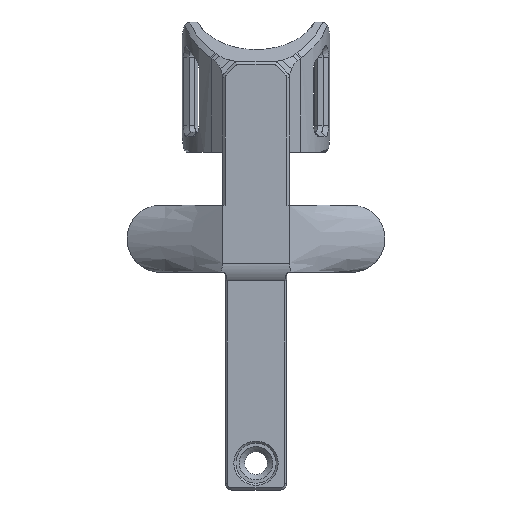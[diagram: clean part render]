
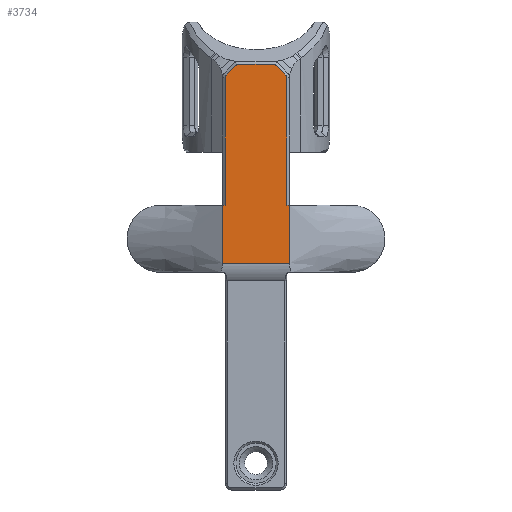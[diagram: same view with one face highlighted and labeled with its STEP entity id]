
A CAD part, top view. The second image highlights one B-rep face of the part: STEP entity #3734.
In plain terms, the highlighted planar face has unit normal (0, 0, 1).
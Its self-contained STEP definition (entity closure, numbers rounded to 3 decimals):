
#66=CIRCLE('',#3990,0.6);
#67=CIRCLE('',#3991,0.6);
#68=CIRCLE('',#3992,0.6);
#69=CIRCLE('',#3993,0.6);
#125=PLANE('',#3989);
#307=FACE_OUTER_BOUND('',#536,.T.);
#536=EDGE_LOOP('',(#2612,#2613,#2614,#2615,#2616,#2617,#2618,#2619,#2620,
#2621,#2622,#2623,#2624,#2625));
#807=LINE('',#5043,#1104);
#843=LINE('',#5268,#1140);
#844=LINE('',#5275,#1141);
#845=LINE('',#5279,#1142);
#846=LINE('',#5283,#1143);
#847=LINE('',#5287,#1144);
#848=LINE('',#5291,#1145);
#849=LINE('',#5297,#1146);
#1104=VECTOR('',#4214,4.);
#1140=VECTOR('',#4318,10.);
#1141=VECTOR('',#4319,10.);
#1142=VECTOR('',#4322,10.);
#1143=VECTOR('',#4325,10.);
#1144=VECTOR('',#4328,10.);
#1145=VECTOR('',#4331,10.);
#1146=VECTOR('',#4332,10.);
#1414=B_SPLINE_CURVE_WITH_KNOTS('',3,(#5270,#5271,#5272,#5273),
 .UNSPECIFIED.,.F.,.F.,(4,4),(0.103,0.162),
 .UNSPECIFIED.);
#1415=B_SPLINE_CURVE_WITH_KNOTS('',3,(#5293,#5294,#5295,#5296),
 .UNSPECIFIED.,.F.,.F.,(4,4),(0.109,0.132),
 .UNSPECIFIED.);
#1563=VERTEX_POINT('',#5019);
#1564=VERTEX_POINT('',#5042);
#1608=VERTEX_POINT('',#5267);
#1609=VERTEX_POINT('',#5269);
#1610=VERTEX_POINT('',#5274);
#1611=VERTEX_POINT('',#5276);
#1612=VERTEX_POINT('',#5278);
#1613=VERTEX_POINT('',#5280);
#1614=VERTEX_POINT('',#5282);
#1615=VERTEX_POINT('',#5284);
#1616=VERTEX_POINT('',#5286);
#1617=VERTEX_POINT('',#5288);
#1618=VERTEX_POINT('',#5290);
#1619=VERTEX_POINT('',#5292);
#1925=EDGE_CURVE('',#1563,#1564,#807,.T.);
#1989=EDGE_CURVE('',#1608,#1563,#843,.T.);
#1990=EDGE_CURVE('',#1609,#1608,#1414,.T.);
#1991=EDGE_CURVE('',#1610,#1609,#844,.T.);
#1992=EDGE_CURVE('',#1611,#1610,#66,.T.);
#1993=EDGE_CURVE('',#1612,#1611,#845,.T.);
#1994=EDGE_CURVE('',#1613,#1612,#67,.T.);
#1995=EDGE_CURVE('',#1614,#1613,#846,.T.);
#1996=EDGE_CURVE('',#1615,#1614,#68,.T.);
#1997=EDGE_CURVE('',#1616,#1615,#847,.T.);
#1998=EDGE_CURVE('',#1617,#1616,#69,.T.);
#1999=EDGE_CURVE('',#1618,#1617,#848,.T.);
#2000=EDGE_CURVE('',#1619,#1618,#1415,.T.);
#2001=EDGE_CURVE('',#1619,#1564,#849,.T.);
#2612=ORIENTED_EDGE('',*,*,#1925,.F.);
#2613=ORIENTED_EDGE('',*,*,#1989,.F.);
#2614=ORIENTED_EDGE('',*,*,#1990,.F.);
#2615=ORIENTED_EDGE('',*,*,#1991,.F.);
#2616=ORIENTED_EDGE('',*,*,#1992,.F.);
#2617=ORIENTED_EDGE('',*,*,#1993,.F.);
#2618=ORIENTED_EDGE('',*,*,#1994,.F.);
#2619=ORIENTED_EDGE('',*,*,#1995,.F.);
#2620=ORIENTED_EDGE('',*,*,#1996,.F.);
#2621=ORIENTED_EDGE('',*,*,#1997,.F.);
#2622=ORIENTED_EDGE('',*,*,#1998,.F.);
#2623=ORIENTED_EDGE('',*,*,#1999,.F.);
#2624=ORIENTED_EDGE('',*,*,#2000,.F.);
#2625=ORIENTED_EDGE('',*,*,#2001,.T.);
#3734=ADVANCED_FACE('',(#307),#125,.T.);
#3989=AXIS2_PLACEMENT_3D('',#5266,#4316,#4317);
#3990=AXIS2_PLACEMENT_3D('',#5277,#4320,#4321);
#3991=AXIS2_PLACEMENT_3D('',#5281,#4323,#4324);
#3992=AXIS2_PLACEMENT_3D('',#5285,#4326,#4327);
#3993=AXIS2_PLACEMENT_3D('',#5289,#4329,#4330);
#4214=DIRECTION('',(-1.,0.,0.));
#4316=DIRECTION('center_axis',(0.,0.,1.));
#4317=DIRECTION('ref_axis',(-1.,0.,0.));
#4318=DIRECTION('',(0.,-1.,0.));
#4319=DIRECTION('',(0.,-1.,0.));
#4320=DIRECTION('center_axis',(0.,0.,-1.));
#4321=DIRECTION('ref_axis',(0.924,0.383,0.));
#4322=DIRECTION('',(0.707,-0.707,0.));
#4323=DIRECTION('center_axis',(0.,0.,-1.));
#4324=DIRECTION('ref_axis',(0.383,0.924,0.));
#4325=DIRECTION('',(1.,0.,0.));
#4326=DIRECTION('center_axis',(0.,0.,-1.));
#4327=DIRECTION('ref_axis',(-0.383,0.924,0.));
#4328=DIRECTION('',(0.707,0.707,0.));
#4329=DIRECTION('center_axis',(0.,0.,-1.));
#4330=DIRECTION('ref_axis',(-0.924,0.383,0.));
#4331=DIRECTION('',(0.,1.,0.));
#4332=DIRECTION('',(0.,-1.,0.));
#5019=CARTESIAN_POINT('',(4.988,116.645,-28.246));
#5042=CARTESIAN_POINT('',(-5.012,116.645,-28.246));
#5043=CARTESIAN_POINT('',(-2.312,116.645,-28.246));
#5266=CARTESIAN_POINT('Origin',(4.988,146.702,-28.246));
#5267=CARTESIAN_POINT('',(4.988,125.299,-28.246));
#5268=CARTESIAN_POINT('',(4.988,146.702,-28.246));
#5269=CARTESIAN_POINT('',(4.588,125.299,-28.246));
#5270=CARTESIAN_POINT('Ctrl Pts',(4.588,125.299,-28.246));
#5271=CARTESIAN_POINT('Ctrl Pts',(4.734,125.299,-28.246));
#5272=CARTESIAN_POINT('Ctrl Pts',(4.866,125.3,-28.246));
#5273=CARTESIAN_POINT('Ctrl Pts',(4.988,125.299,-28.246));
#5274=CARTESIAN_POINT('',(4.588,144.288,-28.246));
#5275=CARTESIAN_POINT('',(4.588,146.702,-28.246));
#5276=CARTESIAN_POINT('',(4.413,144.712,-28.246));
#5277=CARTESIAN_POINT('Origin',(3.988,144.288,-28.246));
#5278=CARTESIAN_POINT('',(2.999,146.126,-28.246));
#5279=CARTESIAN_POINT('',(3.706,145.419,-28.246));
#5280=CARTESIAN_POINT('',(2.574,146.302,-28.246));
#5281=CARTESIAN_POINT('Origin',(2.574,145.702,-28.246));
#5282=CARTESIAN_POINT('',(-2.597,146.302,-28.246));
#5283=CARTESIAN_POINT('',(2.488,146.302,-28.246));
#5284=CARTESIAN_POINT('',(-3.022,146.126,-28.246));
#5285=CARTESIAN_POINT('Origin',(-2.597,145.702,-28.246));
#5286=CARTESIAN_POINT('',(-4.436,144.712,-28.246));
#5287=CARTESIAN_POINT('',(-1.229,147.919,-28.246));
#5288=CARTESIAN_POINT('',(-4.612,144.288,-28.246));
#5289=CARTESIAN_POINT('Origin',(-4.012,144.288,-28.246));
#5290=CARTESIAN_POINT('',(-4.612,125.299,-28.246));
#5291=CARTESIAN_POINT('',(-4.612,146.702,-28.246));
#5292=CARTESIAN_POINT('',(-5.012,125.299,-28.246));
#5293=CARTESIAN_POINT('Ctrl Pts',(-5.012,125.299,-28.246));
#5294=CARTESIAN_POINT('Ctrl Pts',(-4.889,125.3,-28.246));
#5295=CARTESIAN_POINT('Ctrl Pts',(-4.757,125.299,-28.246));
#5296=CARTESIAN_POINT('Ctrl Pts',(-4.612,125.299,-28.246));
#5297=CARTESIAN_POINT('',(-5.012,146.702,-28.246));
